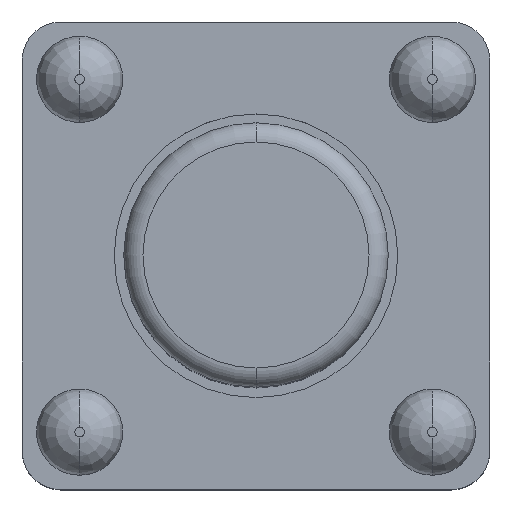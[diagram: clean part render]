
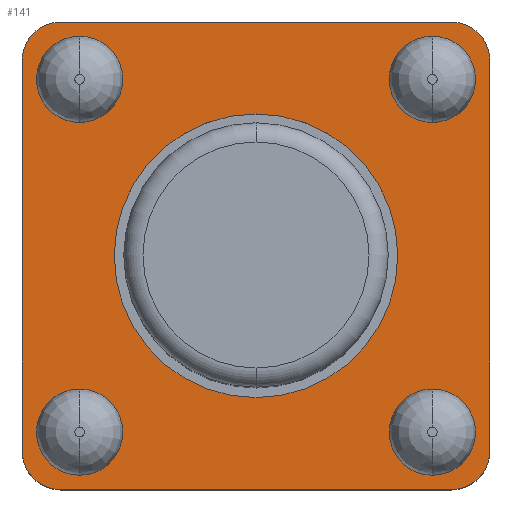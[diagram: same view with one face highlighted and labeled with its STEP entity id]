
A CAD part, top view. The second image highlights one B-rep face of the part: STEP entity #141.
In plain terms, the highlighted planar face has unit normal (0, 0, 1).
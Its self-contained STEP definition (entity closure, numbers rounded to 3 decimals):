
#72 = EDGE_CURVE('',#73,#75,#77,.T.);
#73 = VERTEX_POINT('',#74);
#74 = CARTESIAN_POINT('',(2.338,1.767,3.607));
#75 = VERTEX_POINT('',#76);
#76 = CARTESIAN_POINT('',(2.338,2.91,3.607));
#77 = CIRCLE('',#78,0.572);
#78 = AXIS2_PLACEMENT_3D('',#79,#80,#81);
#79 = CARTESIAN_POINT('',(2.338,2.338,3.607));
#80 = DIRECTION('',(0.,0.,1.));
#81 = DIRECTION('',(0.,-1.,0.));
#141 = ADVANCED_FACE('',(#142,#162,#172,#192,#212,#232),#302,.T.);
#142 = FACE_BOUND('',#143,.T.);
#143 = EDGE_LOOP('',(#144,#155));
#144 = ORIENTED_EDGE('',*,*,#145,.F.);
#145 = EDGE_CURVE('',#146,#148,#150,.T.);
#146 = VERTEX_POINT('',#147);
#147 = CARTESIAN_POINT('',(0.,-1.88,3.607));
#148 = VERTEX_POINT('',#149);
#149 = CARTESIAN_POINT('',(0.,1.88,3.607));
#150 = CIRCLE('',#151,1.88);
#151 = AXIS2_PLACEMENT_3D('',#152,#153,#154);
#152 = CARTESIAN_POINT('',(0.,0.,3.607));
#153 = DIRECTION('',(0.,0.,1.));
#154 = DIRECTION('',(0.,-1.,0.));
#155 = ORIENTED_EDGE('',*,*,#156,.F.);
#156 = EDGE_CURVE('',#148,#146,#157,.T.);
#157 = CIRCLE('',#158,1.88);
#158 = AXIS2_PLACEMENT_3D('',#159,#160,#161);
#159 = CARTESIAN_POINT('',(0.,0.,3.607));
#160 = DIRECTION('',(0.,0.,1.));
#161 = DIRECTION('',(0.,-1.,0.));
#162 = FACE_BOUND('',#163,.T.);
#163 = EDGE_LOOP('',(#164,#165));
#164 = ORIENTED_EDGE('',*,*,#72,.F.);
#165 = ORIENTED_EDGE('',*,*,#166,.F.);
#166 = EDGE_CURVE('',#75,#73,#167,.T.);
#167 = CIRCLE('',#168,0.572);
#168 = AXIS2_PLACEMENT_3D('',#169,#170,#171);
#169 = CARTESIAN_POINT('',(2.338,2.338,3.607));
#170 = DIRECTION('',(0.,0.,1.));
#171 = DIRECTION('',(0.,-1.,0.));
#172 = FACE_BOUND('',#173,.T.);
#173 = EDGE_LOOP('',(#174,#185));
#174 = ORIENTED_EDGE('',*,*,#175,.F.);
#175 = EDGE_CURVE('',#176,#178,#180,.T.);
#176 = VERTEX_POINT('',#177);
#177 = CARTESIAN_POINT('',(2.338,-2.91,3.607));
#178 = VERTEX_POINT('',#179);
#179 = CARTESIAN_POINT('',(2.338,-1.767,3.607));
#180 = CIRCLE('',#181,0.572);
#181 = AXIS2_PLACEMENT_3D('',#182,#183,#184);
#182 = CARTESIAN_POINT('',(2.338,-2.338,3.607));
#183 = DIRECTION('',(0.,0.,1.));
#184 = DIRECTION('',(0.,-1.,0.));
#185 = ORIENTED_EDGE('',*,*,#186,.F.);
#186 = EDGE_CURVE('',#178,#176,#187,.T.);
#187 = CIRCLE('',#188,0.572);
#188 = AXIS2_PLACEMENT_3D('',#189,#190,#191);
#189 = CARTESIAN_POINT('',(2.338,-2.338,3.607));
#190 = DIRECTION('',(0.,0.,1.));
#191 = DIRECTION('',(0.,-1.,0.));
#192 = FACE_BOUND('',#193,.T.);
#193 = EDGE_LOOP('',(#194,#205));
#194 = ORIENTED_EDGE('',*,*,#195,.F.);
#195 = EDGE_CURVE('',#196,#198,#200,.T.);
#196 = VERTEX_POINT('',#197);
#197 = CARTESIAN_POINT('',(-2.338,-2.91,3.607));
#198 = VERTEX_POINT('',#199);
#199 = CARTESIAN_POINT('',(-2.338,-1.767,3.607));
#200 = CIRCLE('',#201,0.572);
#201 = AXIS2_PLACEMENT_3D('',#202,#203,#204);
#202 = CARTESIAN_POINT('',(-2.338,-2.338,3.607));
#203 = DIRECTION('',(0.,0.,1.));
#204 = DIRECTION('',(0.,-1.,0.));
#205 = ORIENTED_EDGE('',*,*,#206,.F.);
#206 = EDGE_CURVE('',#198,#196,#207,.T.);
#207 = CIRCLE('',#208,0.572);
#208 = AXIS2_PLACEMENT_3D('',#209,#210,#211);
#209 = CARTESIAN_POINT('',(-2.338,-2.338,3.607));
#210 = DIRECTION('',(0.,0.,1.));
#211 = DIRECTION('',(0.,-1.,0.));
#212 = FACE_BOUND('',#213,.T.);
#213 = EDGE_LOOP('',(#214,#225));
#214 = ORIENTED_EDGE('',*,*,#215,.F.);
#215 = EDGE_CURVE('',#216,#218,#220,.T.);
#216 = VERTEX_POINT('',#217);
#217 = CARTESIAN_POINT('',(-2.338,1.767,3.607));
#218 = VERTEX_POINT('',#219);
#219 = CARTESIAN_POINT('',(-2.338,2.91,3.607));
#220 = CIRCLE('',#221,0.572);
#221 = AXIS2_PLACEMENT_3D('',#222,#223,#224);
#222 = CARTESIAN_POINT('',(-2.338,2.338,3.607));
#223 = DIRECTION('',(0.,0.,1.));
#224 = DIRECTION('',(0.,-1.,0.));
#225 = ORIENTED_EDGE('',*,*,#226,.F.);
#226 = EDGE_CURVE('',#218,#216,#227,.T.);
#227 = CIRCLE('',#228,0.572);
#228 = AXIS2_PLACEMENT_3D('',#229,#230,#231);
#229 = CARTESIAN_POINT('',(-2.338,2.338,3.607));
#230 = DIRECTION('',(0.,0.,1.));
#231 = DIRECTION('',(0.,-1.,0.));
#232 = FACE_BOUND('',#233,.T.);
#233 = EDGE_LOOP('',(#234,#245,#253,#262,#270,#279,#287,#296));
#234 = ORIENTED_EDGE('',*,*,#235,.T.);
#235 = EDGE_CURVE('',#236,#238,#240,.T.);
#236 = VERTEX_POINT('',#237);
#237 = CARTESIAN_POINT('',(2.591,-3.099,3.607));
#238 = VERTEX_POINT('',#239);
#239 = CARTESIAN_POINT('',(3.099,-2.591,3.607));
#240 = CIRCLE('',#241,0.508);
#241 = AXIS2_PLACEMENT_3D('',#242,#243,#244);
#242 = CARTESIAN_POINT('',(2.591,-2.591,3.607));
#243 = DIRECTION('',(0.,0.,1.));
#244 = DIRECTION('',(0.,-1.,0.));
#245 = ORIENTED_EDGE('',*,*,#246,.T.);
#246 = EDGE_CURVE('',#238,#247,#249,.T.);
#247 = VERTEX_POINT('',#248);
#248 = CARTESIAN_POINT('',(3.099,2.591,3.607));
#249 = LINE('',#250,#251);
#250 = CARTESIAN_POINT('',(3.099,-2.591,3.607));
#251 = VECTOR('',#252,1.);
#252 = DIRECTION('',(0.,1.,0.));
#253 = ORIENTED_EDGE('',*,*,#254,.T.);
#254 = EDGE_CURVE('',#247,#255,#257,.T.);
#255 = VERTEX_POINT('',#256);
#256 = CARTESIAN_POINT('',(2.591,3.099,3.607));
#257 = CIRCLE('',#258,0.508);
#258 = AXIS2_PLACEMENT_3D('',#259,#260,#261);
#259 = CARTESIAN_POINT('',(2.591,2.591,3.607));
#260 = DIRECTION('',(0.,0.,1.));
#261 = DIRECTION('',(0.,-1.,0.));
#262 = ORIENTED_EDGE('',*,*,#263,.T.);
#263 = EDGE_CURVE('',#255,#264,#266,.T.);
#264 = VERTEX_POINT('',#265);
#265 = CARTESIAN_POINT('',(-2.591,3.099,3.607));
#266 = LINE('',#267,#268);
#267 = CARTESIAN_POINT('',(2.591,3.099,3.607));
#268 = VECTOR('',#269,1.);
#269 = DIRECTION('',(-1.,0.,0.));
#270 = ORIENTED_EDGE('',*,*,#271,.T.);
#271 = EDGE_CURVE('',#264,#272,#274,.T.);
#272 = VERTEX_POINT('',#273);
#273 = CARTESIAN_POINT('',(-3.099,2.591,3.607));
#274 = CIRCLE('',#275,0.508);
#275 = AXIS2_PLACEMENT_3D('',#276,#277,#278);
#276 = CARTESIAN_POINT('',(-2.591,2.591,3.607));
#277 = DIRECTION('',(0.,0.,1.));
#278 = DIRECTION('',(0.,-1.,0.));
#279 = ORIENTED_EDGE('',*,*,#280,.T.);
#280 = EDGE_CURVE('',#272,#281,#283,.T.);
#281 = VERTEX_POINT('',#282);
#282 = CARTESIAN_POINT('',(-3.099,-2.591,3.607));
#283 = LINE('',#284,#285);
#284 = CARTESIAN_POINT('',(-3.099,2.591,3.607));
#285 = VECTOR('',#286,1.);
#286 = DIRECTION('',(0.,-1.,0.));
#287 = ORIENTED_EDGE('',*,*,#288,.T.);
#288 = EDGE_CURVE('',#281,#289,#291,.T.);
#289 = VERTEX_POINT('',#290);
#290 = CARTESIAN_POINT('',(-2.591,-3.099,3.607));
#291 = CIRCLE('',#292,0.508);
#292 = AXIS2_PLACEMENT_3D('',#293,#294,#295);
#293 = CARTESIAN_POINT('',(-2.591,-2.591,3.607));
#294 = DIRECTION('',(0.,0.,1.));
#295 = DIRECTION('',(0.,-1.,0.));
#296 = ORIENTED_EDGE('',*,*,#297,.T.);
#297 = EDGE_CURVE('',#289,#236,#298,.T.);
#298 = LINE('',#299,#300);
#299 = CARTESIAN_POINT('',(-2.591,-3.099,3.607));
#300 = VECTOR('',#301,1.);
#301 = DIRECTION('',(1.,0.,0.));
#302 = PLANE('',#303);
#303 = AXIS2_PLACEMENT_3D('',#304,#305,#306);
#304 = CARTESIAN_POINT('',(2.591,-2.591,3.607));
#305 = DIRECTION('',(0.,0.,1.));
#306 = DIRECTION('',(0.,-1.,0.));
